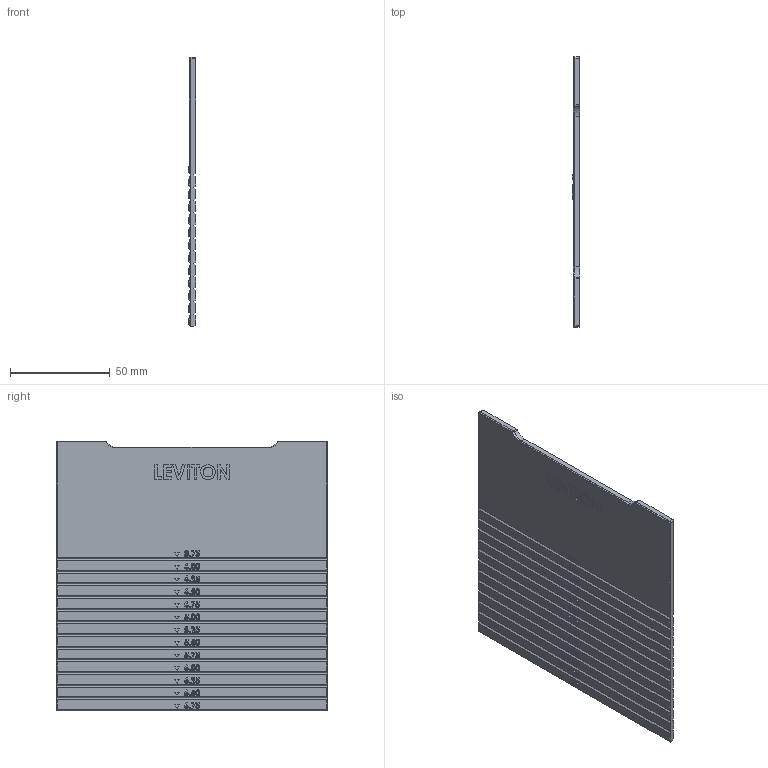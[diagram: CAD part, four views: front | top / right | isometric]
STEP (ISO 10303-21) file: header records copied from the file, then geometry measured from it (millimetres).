
FILE_DESCRIPTION (( 'STEP AP214' ), '1' );
FILE_NAME ('BAB1474-M01-FBDIV.STEP', '2018-10-05T02:00:23', ( '' ), ( '' ), 'SwSTEP 2.0', 'SolidWorks 2017', '' );
FILE_SCHEMA (( 'AUTOMOTIVE_DESIGN' ));
Length unit declared in the file: inch
Products named in the file (1): BAB1474-M01-FBDIV
Bounding box: 3.57 x 135.65 x 135.31 mm (x, y, z)
Volume: 55215.1 mm3; surface area: 40296.1 mm2
Topology: 1 solids, 1 shells, 844 faces, 2206 edges, 1454 vertices
Faces by surface type: plane 506, bspline 326, cone 12
Entity records: 42502 total; most frequent: CARTESIAN_POINT 23935, ORIENTED_EDGE 4412, DIRECTION 2616, EDGE_CURVE 2206, VECTOR 1530, LINE 1530, VERTEX_POINT 1454, EDGE_LOOP 934
